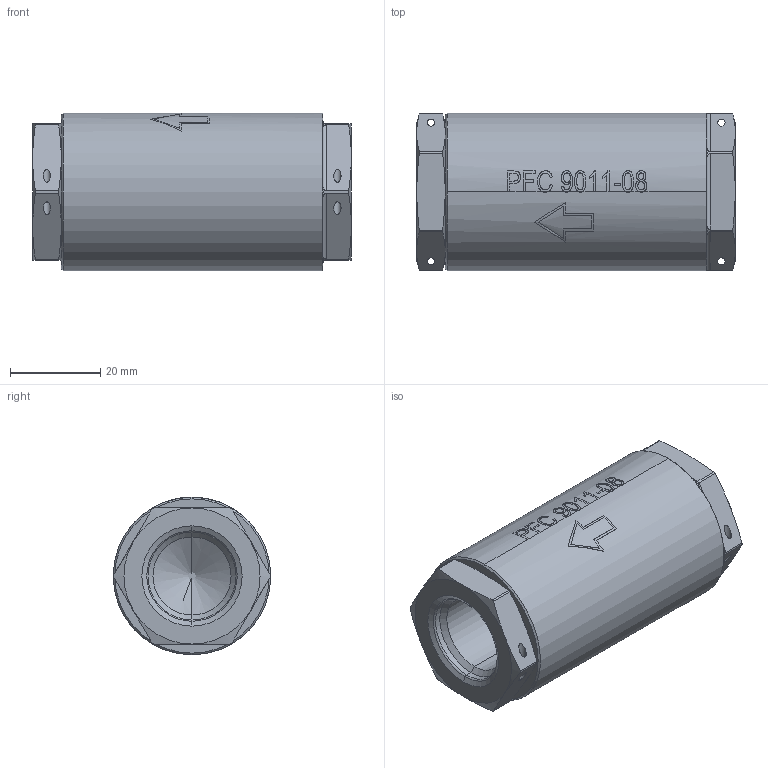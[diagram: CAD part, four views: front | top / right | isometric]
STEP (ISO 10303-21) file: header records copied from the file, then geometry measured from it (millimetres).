
FILE_DESCRIPTION (( 'STEP AP214' ), '1' );
FILE_NAME ('09011008_AS5202(TT).STEP', '2015-06-30T23:52:21', ( '' ), ( '' ), 'SwSTEP 2.0', 'SolidWorks 2015', '' );
FILE_SCHEMA (( 'AUTOMOTIVE_DESIGN' ));
Length unit declared in the file: millimetre
Products named in the file (3): 09011086_AS5202(ADAPTER); 09011008_AS5202(TT); 09011081_AS5202(BODY)
Assembly tree (2 placements, depth 2):
  09011008_AS5202(TT)
    09011086_AS5202(ADAPTER)
    09011081_AS5202(BODY)
Bounding box: 70.61 x 34.92 x 34.92 mm (x, y, z)
Volume: 57622.7 mm3; surface area: 15418 mm2
Topology: 2 solids, 2 shells, 244 faces, 637 edges, 406 vertices
Faces by surface type: plane 74, cylinder 67, bspline 63, cone 26, torus 14
Entity records: 11057 total; most frequent: CARTESIAN_POINT 5499, ORIENTED_EDGE 1266, DIRECTION 935, EDGE_CURVE 633, VERTEX_POINT 406, AXIS2_PLACEMENT_3D 340, EDGE_LOOP 265, LINE 255
